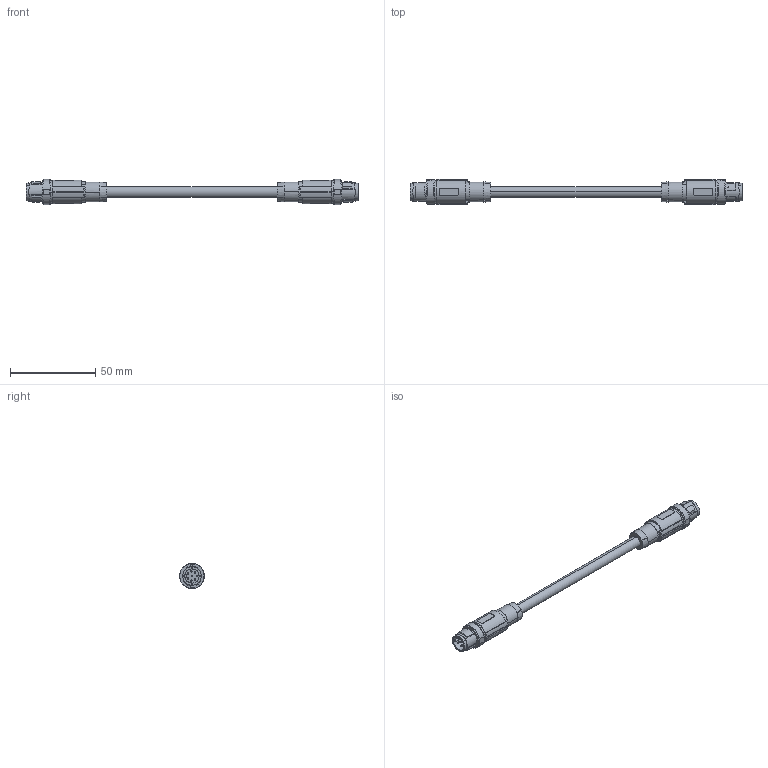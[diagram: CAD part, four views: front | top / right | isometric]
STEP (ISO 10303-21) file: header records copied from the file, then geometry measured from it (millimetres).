
FILE_DESCRIPTION(('SolidDesigner STEP Export'),'2;1');
FILE_NAME('1407436_NBC_MS__5.0_94B_MS_SCO-select.stp','2013-04-23T14:45:29',(''),(''),'Creo Elements/Direct Modeling STEP processor for AP214 (Solid Model)','Creo Elements/Direct Modeling 18.1 06-May-2012 (C) Parametric Technology GmbH','');
FILE_SCHEMA(('AUTOMOTIVE_DESIGN { 1 0 10303 214 1 1 1 1 }'));
Length unit declared in the file: millimetre
Products named in the file (1): 1407436_NBC_MS__5.0_94B_MS_SCO-select
Bounding box: 194.6 x 15 x 14.79 mm (x, y, z)
Volume: 14599 mm3; surface area: 7407.7 mm2
Topology: 1 solids, 1 shells, 292 faces, 732 edges, 480 vertices
Faces by surface type: plane 128, cylinder 108, cone 44, bspline 12
Entity records: 17439 total; most frequent: CARTESIAN_POINT 8512, ORIENTED_EDGE 1464, DIRECTION 1142, EDGE_CURVE 732, VERTEX_POINT 480, AXIS2_PLACEMENT_3D 420, EDGE_LOOP 330, VECTOR 302
